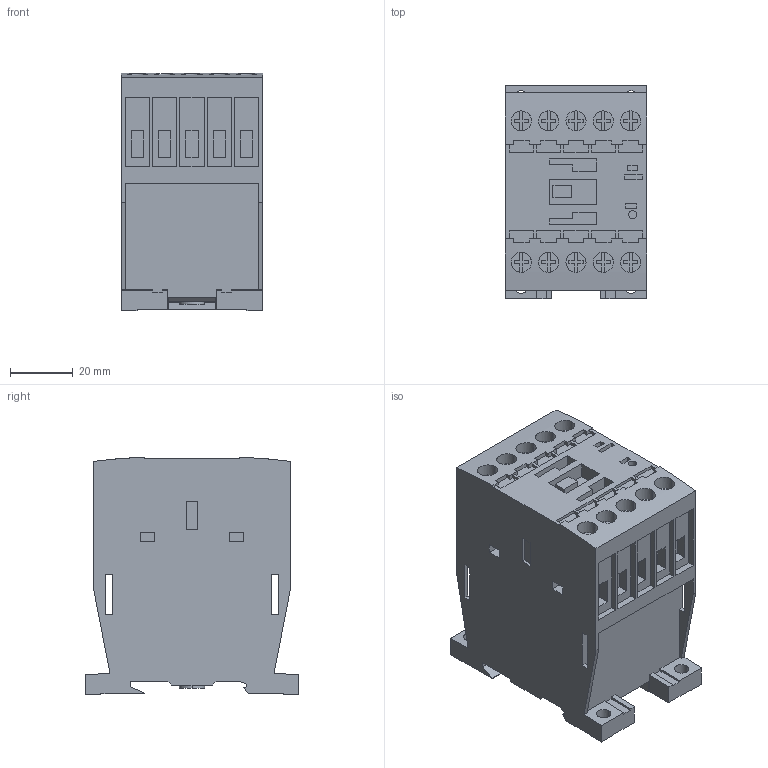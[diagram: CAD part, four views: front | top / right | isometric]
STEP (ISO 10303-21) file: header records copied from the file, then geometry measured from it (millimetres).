
FILE_DESCRIPTION( ( '' ), '1' );
FILE_NAME( 'dil_m7_15.stp', '2010-03-05T08:01:56', ( '' ), ( '' ), ' ', ' ', ' ' );
FILE_SCHEMA( ( 'CONFIG_CONTROL_DESIGN' ) );
Length unit declared in the file: millimetre
Products named in the file (1): 1
Bounding box: 45 x 68 x 75.48 mm (x, y, z)
Volume: 179977.6 mm3; surface area: 28728.8 mm2
Topology: 1 solids, 1 shells, 497 faces, 1382 edges, 926 vertices
Faces by surface type: plane 463, cylinder 34
Entity records: 16386 total; most frequent: CARTESIAN_POINT 3476, ORIENTED_EDGE 2764, DIRECTION 2460, EDGE_CURVE 1382, LINE 1240, VECTOR 1240, VERTEX_POINT 926, AXIS2_PLACEMENT_3D 610
